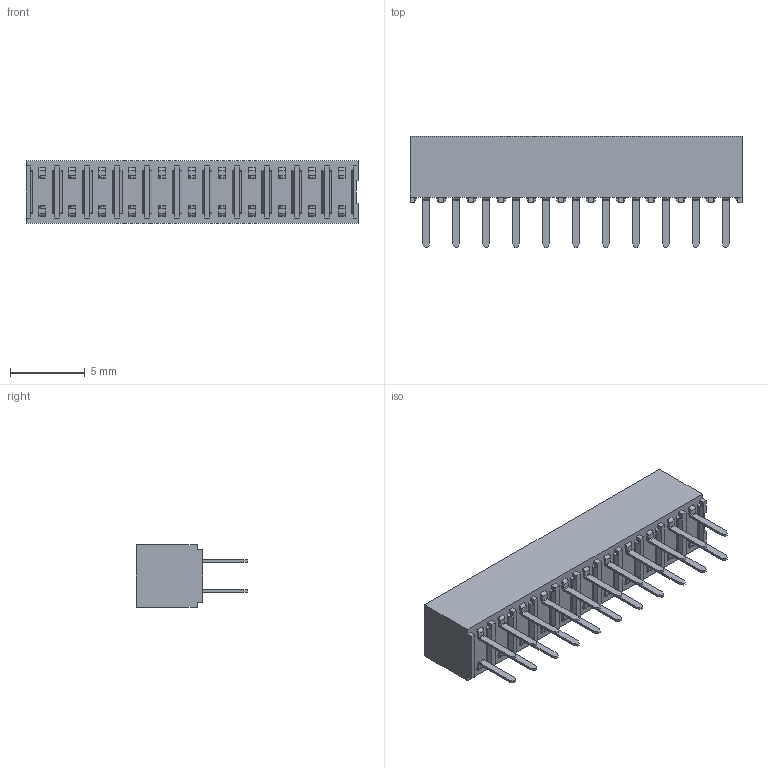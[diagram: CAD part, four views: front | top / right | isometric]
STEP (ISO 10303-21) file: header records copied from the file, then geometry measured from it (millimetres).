
FILE_DESCRIPTION(('STEP AP242'),'1');
FILE_NAME('0791077010.stp','2025-01-26T17:11:35',('TraceParts'),('TraceParts S.A.'),'Spatial InterOp 3D',' ',' ');
FILE_SCHEMA(('AP242_MANAGED_MODEL_BASED_3D_ENGINEERING_MIM_LF {1 0 10303 442 1 1 4}'));
Length unit declared in the file: millimetre
Products named in the file (1): 0791077010_1
Bounding box: 22.19 x 7.44 x 4.19 mm (x, y, z)
Volume: 318.3 mm3; surface area: 1052.4 mm2
Topology: 1 solids, 1 shells, 1445 faces, 3831 edges, 2554 vertices
Faces by surface type: plane 1181, cylinder 264
Entity records: 44155 total; most frequent: CARTESIAN_POINT 7744, ORIENTED_EDGE 7574, DIRECTION 7297, EDGE_CURVE 3787, LINE 3259, VECTOR 3259, VERTEX_POINT 2466, AXIS2_PLACEMENT_3D 2019
